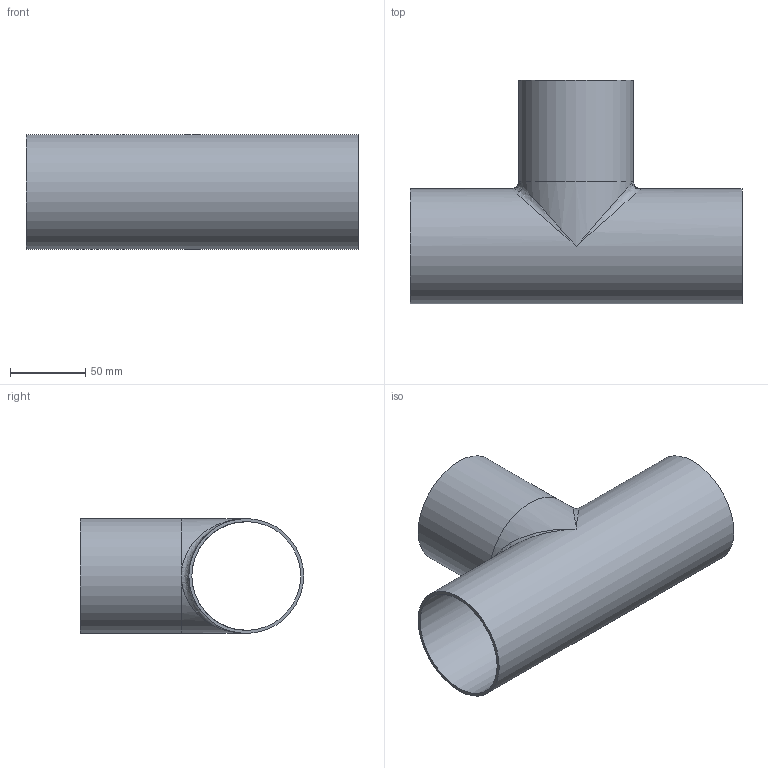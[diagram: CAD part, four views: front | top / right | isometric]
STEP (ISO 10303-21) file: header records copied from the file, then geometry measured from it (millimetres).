
FILE_DESCRIPTION(/* description */ ('DOCKWEILER AG - 19306 Germany - An der Autobahn 10/20'),/* implementation_level */ '2;1');
FILE_NAME(/* name */ 'T_76,1x2_76,1x2_L220_l110_V00.ipt.stp',/* time_stamp */ '2014-07-04T12:11:03+02:00',/* author */ ('DOCKWEILER AG - 19306 Germany - An der Autobahn 10/20'),/* organization */ ('DOCKWEILER AG - 19306 Germany - An der Autobahn 10/20'),/* preprocessor_version */ 'ST-DEVELOPER v15.6',/* originating_system */ 'Autodesk Inventor 2015',/* authorisation */ '');
FILE_SCHEMA (('CONFIG_CONTROL_DESIGN'));
Length unit declared in the file: millimetre
Products named in the file (1): T_76,1x2_76,1x2_L220_l110_V00
Bounding box: 220 x 148.05 x 76.1 mm (x, y, z)
Volume: 131700.8 mm3; surface area: 133622.4 mm2
Topology: 2 solids, 2 shells, 16 faces, 41 edges, 20 vertices
Faces by surface type: cylinder 7, plane 5, bspline 4
Full cylindrical faces by diameter (mm): 72.1 x3, 76.1 x2
Entity records: 1565 total; most frequent: CARTESIAN_POINT 1229, DIRECTION 68, ORIENTED_EDGE 42, AXIS2_PLACEMENT_3D 34, EDGE_LOOP 28, EDGE_CURVE 21, STYLED_ITEM 18, FACE_OUTER_BOUND 16
